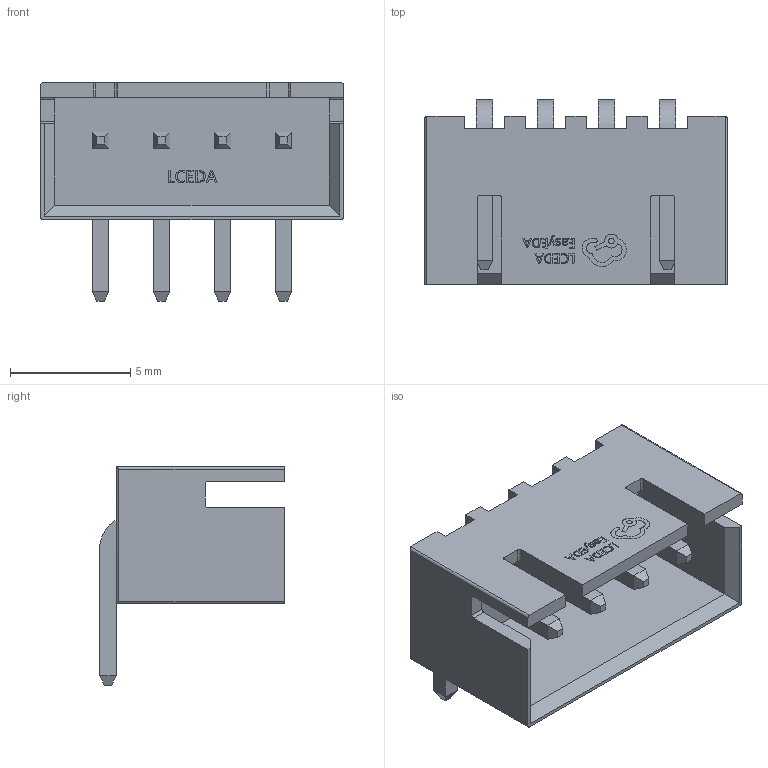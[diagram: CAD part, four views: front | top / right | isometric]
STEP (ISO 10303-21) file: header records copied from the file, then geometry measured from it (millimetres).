
FILE_DESCRIPTION (( 'STEP AP214' ), '1' );
FILE_NAME ('XH2.54-4AW.step', '2023-06-20T07:16:43', ( '' ), ( '' ), 'SwSTEP 2.0', 'SolidWorks 2020', '' );
FILE_SCHEMA (( 'AUTOMOTIVE_DESIGN' ));
Length unit declared in the file: millimetre
Products named in the file (1): XH2.54-4AW
Bounding box: 12.62 x 7.7 x 9.1 mm (x, y, z)
Volume: 213.6 mm3; surface area: 702 mm2
Topology: 1 solids, 1 shells, 420 faces, 1114 edges, 730 vertices
Faces by surface type: plane 286, bspline 112, cylinder 22
Entity records: 18696 total; most frequent: CARTESIAN_POINT 4381, ORIENTED_EDGE 2228, DIRECTION 1536, EDGE_CURVE 1114, VECTOR 846, LINE 846, VERTEX_POINT 730, EDGE_LOOP 454
